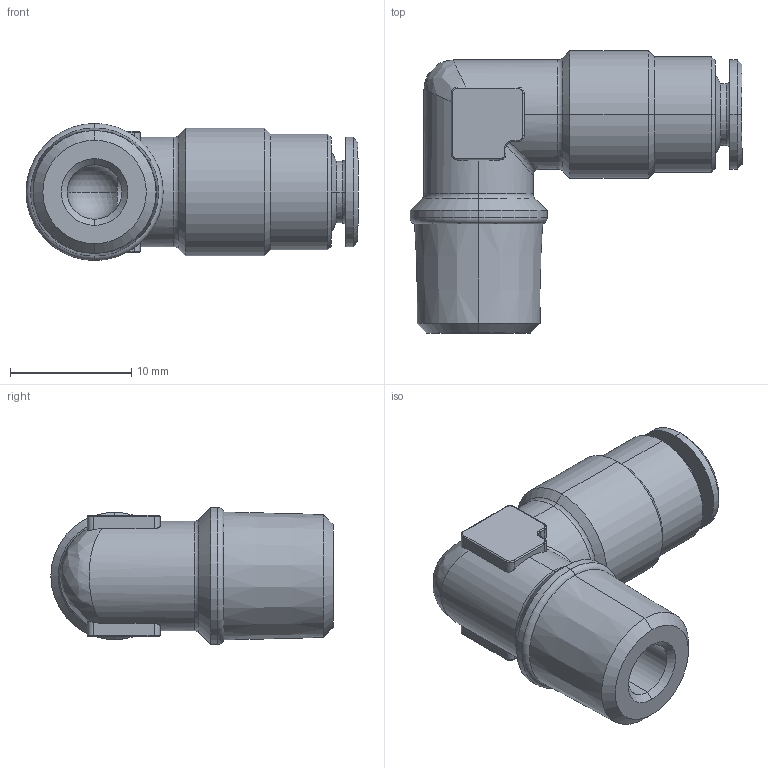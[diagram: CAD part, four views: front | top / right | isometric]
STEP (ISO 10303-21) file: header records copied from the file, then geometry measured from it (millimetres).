
FILE_DESCRIPTION (( 'STEP AP203' ), '1' );
FILE_NAME ('H0040610.STEP', '2010-06-21T13:04:23', ( '' ), ( 'sopra-pneumatic' ), 'SwSTEP 2.0', 'SolidWorks 2009', '' );
FILE_SCHEMA (( 'CONFIG_CONTROL_DESIGN' ));
Length unit declared in the file: millimetre
Products named in the file (1): H0040610
Bounding box: 27.35 x 23.25 x 11.3 mm (x, y, z)
Volume: 2396.4 mm3; surface area: 1957 mm2
Topology: 1 solids, 1 shells, 108 faces, 255 edges, 149 vertices
Faces by surface type: cylinder 44, cone 22, torus 20, plane 18, sphere 2, bspline 2
Entity records: 3805 total; most frequent: CARTESIAN_POINT 1220, DIRECTION 572, ORIENTED_EDGE 506, EDGE_CURVE 253, AXIS2_PLACEMENT_3D 237, VERTEX_POINT 149, CIRCLE 130, EDGE_LOOP 112
